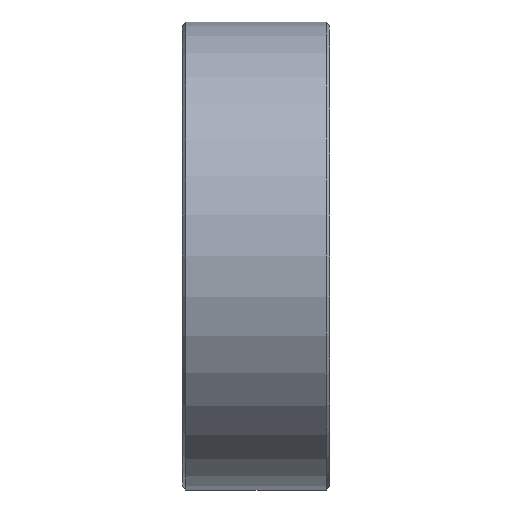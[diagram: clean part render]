
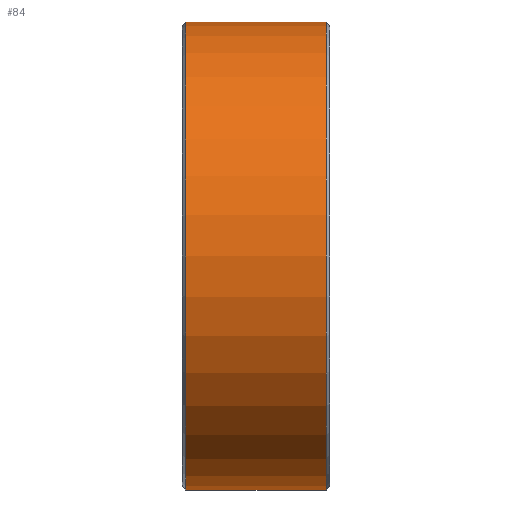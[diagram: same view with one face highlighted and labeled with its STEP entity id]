
A CAD part, left-side view. The second image highlights one B-rep face of the part: STEP entity #84.
In plain terms, the highlighted cylindrical face has radius 15.875 mm (diameter 31.75 mm), a partial arc.
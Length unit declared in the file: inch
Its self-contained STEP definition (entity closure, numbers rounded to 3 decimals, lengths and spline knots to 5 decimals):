
#10 = VECTOR ( 'NONE', #378, 39.37008 ) ;
#11 = DIRECTION ( 'NONE',  ( 0., -1., 0. ) ) ;
#17 = AXIS2_PLACEMENT_3D ( 'NONE', #121, #399, #278 ) ;
#27 = CARTESIAN_POINT ( 'NONE',  ( 0., 0., -0.625 ) ) ;
#36 = DIRECTION ( 'NONE',  ( 0., 0., -1. ) ) ;
#39 = CARTESIAN_POINT ( 'NONE',  ( 0., 0.01, 0.625 ) ) ;
#76 = EDGE_CURVE ( 'NONE', #116, #217, #296, .T. ) ;
#84 = ADVANCED_FACE ( 'NONE', ( #122 ), #246, .T. ) ;
#88 = VERTEX_POINT ( 'NONE', #244 ) ;
#95 = CARTESIAN_POINT ( 'NONE',  ( 0., 0.384, -0.625 ) ) ;
#107 = CIRCLE ( 'NONE', #134, 0.625 ) ;
#116 = VERTEX_POINT ( 'NONE', #187 ) ;
#118 = EDGE_LOOP ( 'NONE', ( #152, #248, #263, #126 ) ) ;
#121 = CARTESIAN_POINT ( 'NONE',  ( 0., 0.01, 0. ) ) ;
#122 = FACE_OUTER_BOUND ( 'NONE', #118, .T. ) ;
#126 = ORIENTED_EDGE ( 'NONE', *, *, #76, .T. ) ;
#134 = AXIS2_PLACEMENT_3D ( 'NONE', #167, #292, #137 ) ;
#137 = DIRECTION ( 'NONE',  ( 0., 0., -1. ) ) ;
#152 = ORIENTED_EDGE ( 'NONE', *, *, #325, .F. ) ;
#167 = CARTESIAN_POINT ( 'NONE',  ( 0., 0.384, 0. ) ) ;
#177 = VERTEX_POINT ( 'NONE', #95 ) ;
#187 = CARTESIAN_POINT ( 'NONE',  ( 0., 0.01, -0.625 ) ) ;
#198 = LINE ( 'NONE', #324, #386 ) ;
#217 = VERTEX_POINT ( 'NONE', #39 ) ;
#222 = EDGE_CURVE ( 'NONE', #177, #116, #403, .T. ) ;
#224 = CARTESIAN_POINT ( 'NONE',  ( 0., 0., 0. ) ) ;
#244 = CARTESIAN_POINT ( 'NONE',  ( 0., 0.384, 0.625 ) ) ;
#246 = CYLINDRICAL_SURFACE ( 'NONE', #340, 0.625 ) ;
#248 = ORIENTED_EDGE ( 'NONE', *, *, #330, .T. ) ;
#263 = ORIENTED_EDGE ( 'NONE', *, *, #222, .T. ) ;
#278 = DIRECTION ( 'NONE',  ( 0., 0., -1. ) ) ;
#292 = DIRECTION ( 'NONE',  ( 0., -1., 0. ) ) ;
#296 = CIRCLE ( 'NONE', #17, 0.625 ) ;
#324 = CARTESIAN_POINT ( 'NONE',  ( 0., 0., 0.625 ) ) ;
#325 = EDGE_CURVE ( 'NONE', #88, #217, #198, .T. ) ;
#330 = EDGE_CURVE ( 'NONE', #88, #177, #107, .T. ) ;
#340 = AXIS2_PLACEMENT_3D ( 'NONE', #224, #372, #36 ) ;
#372 = DIRECTION ( 'NONE',  ( 0., -1., 0. ) ) ;
#378 = DIRECTION ( 'NONE',  ( 0., -1., 0. ) ) ;
#386 = VECTOR ( 'NONE', #11, 39.37008 ) ;
#399 = DIRECTION ( 'NONE',  ( 0., 1., 0. ) ) ;
#403 = LINE ( 'NONE', #27, #10 ) ;
